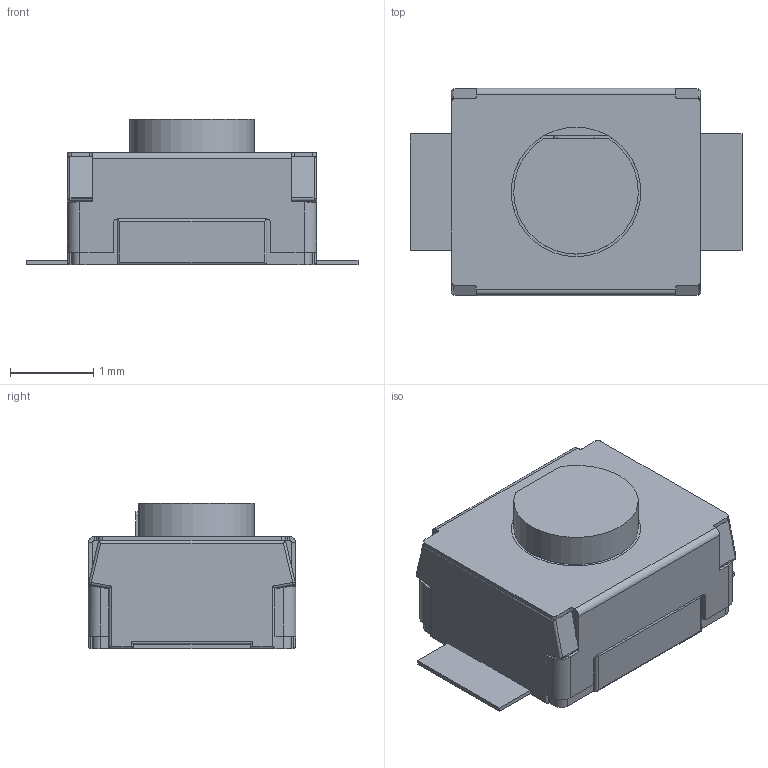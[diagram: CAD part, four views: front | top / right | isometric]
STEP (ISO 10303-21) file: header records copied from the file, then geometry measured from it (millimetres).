
FILE_DESCRIPTION(('FreeCAD Model'),'2;1');
FILE_NAME('Open CASCADE Shape Model','2021-03-01T16:17:53',( 'kicad StepUp'),('ksu MCAD'),'Open CASCADE STEP processor 7.3', 'FreeCAD','Unknown');
FILE_SCHEMA(('AUTOMOTIVE_DESIGN { 1 0 10303 214 1 1 1 1 }'));
Length unit declared in the file: millimetre
Products named in the file (1): B3U-1000P
Bounding box: 4 x 2.5 x 1.75 mm (x, y, z)
Volume: 10.8 mm3; surface area: 60.7 mm2
Topology: 5 solids, 5 shells, 214 faces, 517 edges, 313 vertices
Faces by surface type: plane 128, cylinder 76, sphere 6, bspline 4
Entity records: 7715 total; most frequent: CARTESIAN_POINT 1273, ORIENTED_EDGE 1034, DIRECTION 986, EDGE_CURVE 517, LINE 390, VECTOR 390, VERTEX_POINT 313, AXIS2_PLACEMENT_3D 298
